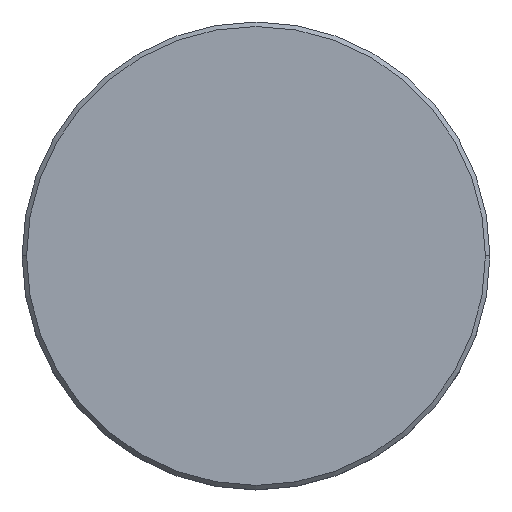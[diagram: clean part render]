
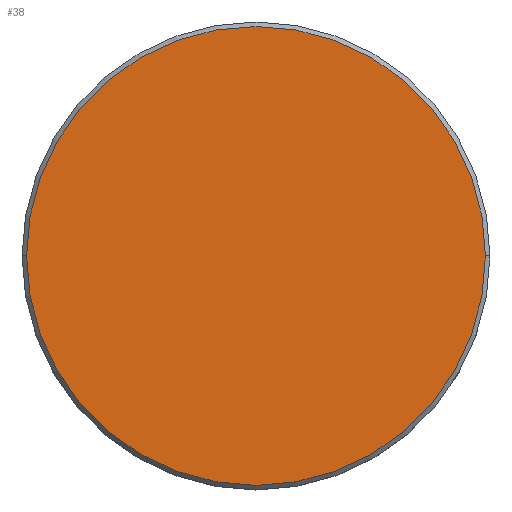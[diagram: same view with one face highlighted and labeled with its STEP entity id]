
A CAD part, top view. The second image highlights one B-rep face of the part: STEP entity #38.
In plain terms, the highlighted planar face has unit normal (0, 0, 1).
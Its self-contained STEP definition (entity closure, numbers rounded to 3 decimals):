
#9 = CIRCLE ( 'NONE', #615, 25.5 ) ;
#38 = ADVANCED_FACE ( 'NONE', ( #153 ), #434, .T. ) ;
#131 = AXIS2_PLACEMENT_3D ( 'NONE', #1093, #259, #629 ) ;
#153 = FACE_OUTER_BOUND ( 'NONE', #492, .T. ) ;
#259 = DIRECTION ( 'NONE',  ( 0., 0., 1. ) ) ;
#303 = CARTESIAN_POINT ( 'NONE',  ( 25.5, 0., 0. ) ) ;
#345 = DIRECTION ( 'NONE',  ( 0., 0., 1. ) ) ;
#401 = DIRECTION ( 'NONE',  ( 0., 0., 1. ) ) ;
#434 = PLANE ( 'NONE',  #875 ) ;
#444 = VERTEX_POINT ( 'NONE', #303 ) ;
#479 = ORIENTED_EDGE ( 'NONE', *, *, #713, .T. ) ;
#492 = EDGE_LOOP ( 'NONE', ( #606, #479 ) ) ;
#556 = VERTEX_POINT ( 'NONE', #741 ) ;
#606 = ORIENTED_EDGE ( 'NONE', *, *, #1116, .T. ) ;
#615 = AXIS2_PLACEMENT_3D ( 'NONE', #1056, #401, #878 ) ;
#629 = DIRECTION ( 'NONE',  ( 1., 0., 0. ) ) ;
#713 = EDGE_CURVE ( 'NONE', #444, #556, #9, .T. ) ;
#741 = CARTESIAN_POINT ( 'NONE',  ( -25.5, 0., 0. ) ) ;
#823 = CARTESIAN_POINT ( 'NONE',  ( 0., 0., 0. ) ) ;
#875 = AXIS2_PLACEMENT_3D ( 'NONE', #823, #345, #1082 ) ;
#878 = DIRECTION ( 'NONE',  ( 1., 0., 0. ) ) ;
#1056 = CARTESIAN_POINT ( 'NONE',  ( 0., 0., 0. ) ) ;
#1069 = CIRCLE ( 'NONE', #131, 25.5 ) ;
#1082 = DIRECTION ( 'NONE',  ( 1., 0., 0. ) ) ;
#1093 = CARTESIAN_POINT ( 'NONE',  ( 0., 0., 0. ) ) ;
#1116 = EDGE_CURVE ( 'NONE', #556, #444, #1069, .T. ) ;
